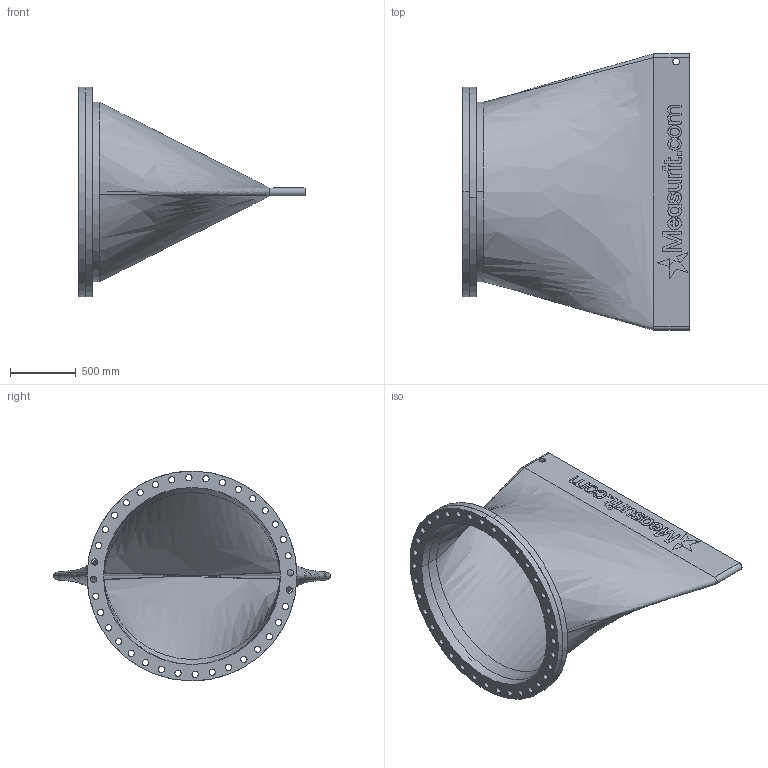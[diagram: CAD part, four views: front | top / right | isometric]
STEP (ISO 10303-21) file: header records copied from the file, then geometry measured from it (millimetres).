
FILE_DESCRIPTION (( 'STEP AP214' ), '1' );
FILE_NAME ('CF-DBF-G3-S1350-NN-316-F.STEP', '2023-02-13T14:40:49', ( '' ), ( '' ), 'SwSTEP 2.0', 'SolidWorks 2022', '' );
FILE_SCHEMA (( 'AUTOMOTIVE_DESIGN' ));
Length unit declared in the file: millimetre
Products named in the file (3): Split ring 1350; CF-DBF-G3-S1350-NN-316-F
Assembly tree (2 placements, depth 2):
  CF-DBF-G3-S1350-NN-316-F
    CF-DBF-G3-S1350-NN-316-F
    Split ring 1350
Bounding box: 1726 x 2110 x 1600 mm (x, y, z)
Volume: 278431111.8 mm3; surface area: 17541044.7 mm2
Topology: 2 solids, 2 shells, 830 faces, 2471 edges, 1663 vertices
Faces by surface type: plane 660, cylinder 158, bspline 12
Entity records: 39733 total; most frequent: CARTESIAN_POINT 9591, ORIENTED_EDGE 4942, DIRECTION 4413, EDGE_CURVE 2471, LINE 2127, VECTOR 2127, VERTEX_POINT 1663, AXIS2_PLACEMENT_3D 1143
